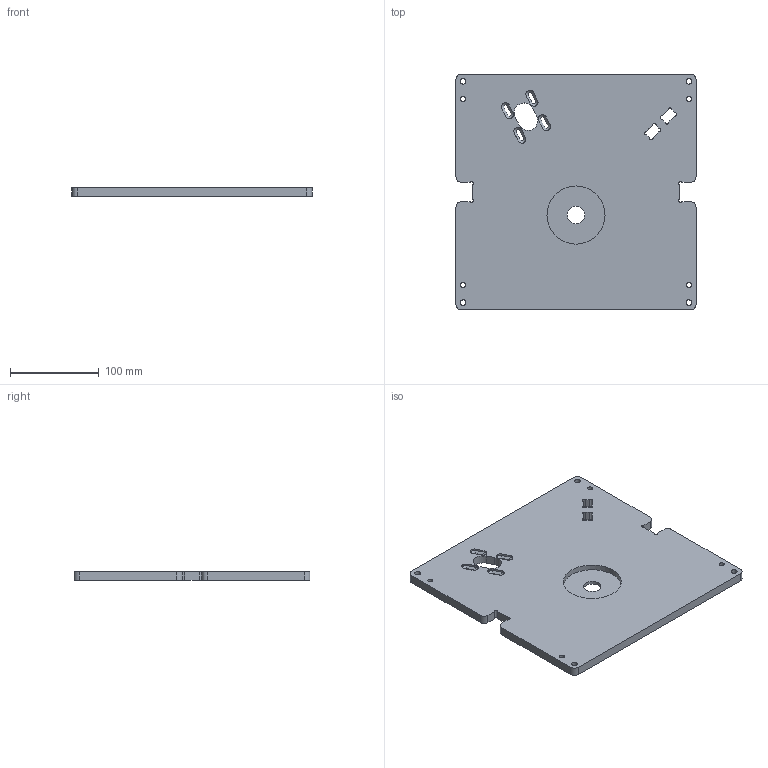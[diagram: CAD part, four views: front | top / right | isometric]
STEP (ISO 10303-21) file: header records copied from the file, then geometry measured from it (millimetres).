
FILE_DESCRIPTION(/* description */ (''),/* implementation_level */ '2;1');
FILE_NAME(/* name */ 'base plate v1.step',/* time_stamp */ '2024-03-11T22:01:41+01:00',/* author */ (''),/* organization */ (''),/* preprocessor_version */ 'ST-DEVELOPER v20',/* originating_system */ 'Autodesk Translation Framework v12.20.1.177',/* authorisation */ '');
FILE_SCHEMA (('AUTOMOTIVE_DESIGN { 1 0 10303 214 3 1 1 }'));
Length unit declared in the file: millimetre
Products named in the file (1): base plate
Bounding box: 271 x 266 x 10 mm (x, y, z)
Volume: 673375.3 mm3; surface area: 156654.3 mm2
Topology: 1 solids, 1 shells, 109 faces, 290 edges, 188 vertices
Faces by surface type: plane 53, cylinder 48, cone 8
Full cylindrical faces by diameter (mm): 5.5 x4, 6.6 x4, 19.6 x1, 65.6 x1
Entity records: 3493 total; most frequent: DIRECTION 614, CARTESIAN_POINT 588, ORIENTED_EDGE 580, EDGE_CURVE 290, AXIS2_PLACEMENT_3D 214, VERTEX_POINT 188, LINE 186, VECTOR 186
